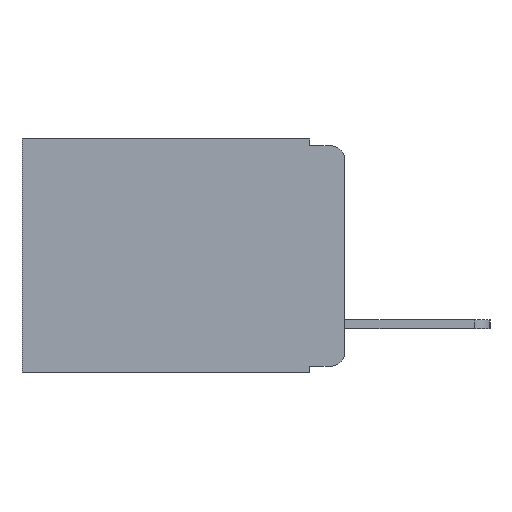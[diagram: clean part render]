
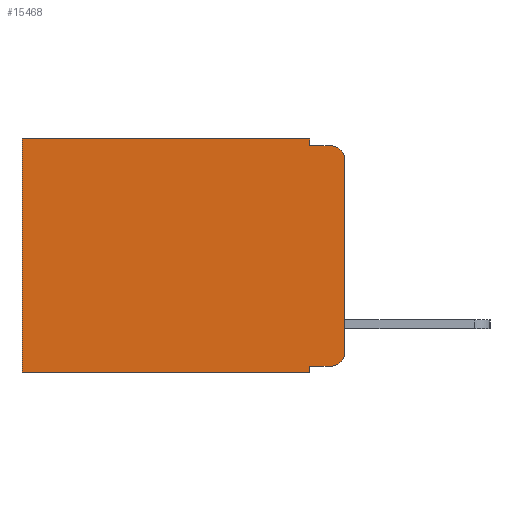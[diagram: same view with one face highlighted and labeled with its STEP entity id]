
A CAD part, left-side view. The second image highlights one B-rep face of the part: STEP entity #15468.
In plain terms, the highlighted planar face has unit normal (-1, 0, 0).
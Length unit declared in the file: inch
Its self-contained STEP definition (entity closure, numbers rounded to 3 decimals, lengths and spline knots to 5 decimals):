
#92 = CARTESIAN_POINT ( 'NONE',  ( 0.298, 0., -0.343 ) ) ;
#104 = VERTEX_POINT ( 'NONE', #906 ) ;
#348 = VERTEX_POINT ( 'NONE', #12332 ) ;
#613 = DIRECTION ( 'NONE',  ( 1., 0., 0. ) ) ;
#866 = CIRCLE ( 'NONE', #11906, 0.02 ) ;
#906 = CARTESIAN_POINT ( 'NONE',  ( 0.298, 0.02, -0.333 ) ) ;
#1070 = EDGE_CURVE ( 'NONE', #4027, #7208, #5015, .T. ) ;
#1427 = EDGE_CURVE ( 'NONE', #15453, #348, #6033, .T. ) ;
#1476 = EDGE_CURVE ( 'NONE', #4027, #2345, #4515, .T. ) ;
#1973 = DIRECTION ( 'NONE',  ( -1., 0., 0. ) ) ;
#2164 = EDGE_CURVE ( 'NONE', #2345, #348, #9168, .T. ) ;
#2345 = VERTEX_POINT ( 'NONE', #9749 ) ;
#2366 = CARTESIAN_POINT ( 'NONE',  ( 0.298, 0.051, -0.333 ) ) ;
#2449 = CARTESIAN_POINT ( 'NONE',  ( 0.298, 0., -0.313 ) ) ;
#3204 = EDGE_CURVE ( 'NONE', #14419, #15453, #3483, .T. ) ;
#3326 = DIRECTION ( 'NONE',  ( 0., 0., -1. ) ) ;
#3483 = LINE ( 'NONE', #5871, #6673 ) ;
#3534 = ORIENTED_EDGE ( 'NONE', *, *, #19037, .T. ) ;
#3544 = VERTEX_POINT ( 'NONE', #12862 ) ;
#3671 = CARTESIAN_POINT ( 'NONE',  ( 0.298, 0.051, -0.01 ) ) ;
#4027 = VERTEX_POINT ( 'NONE', #12798 ) ;
#4037 = VECTOR ( 'NONE', #18704, 39.37008 ) ;
#4039 = VECTOR ( 'NONE', #18926, 39.37008 ) ;
#4224 = EDGE_CURVE ( 'NONE', #14419, #104, #16482, .T. ) ;
#4497 = ORIENTED_EDGE ( 'NONE', *, *, #2164, .T. ) ;
#4515 = LINE ( 'NONE', #17019, #4039 ) ;
#4551 = CARTESIAN_POINT ( 'NONE',  ( 0.298, 0.473, 0. ) ) ;
#4988 = ORIENTED_EDGE ( 'NONE', *, *, #1476, .T. ) ;
#5015 = LINE ( 'NONE', #15397, #4037 ) ;
#5641 = CARTESIAN_POINT ( 'NONE',  ( 0.298, 0.02, -0.03 ) ) ;
#5849 = VERTEX_POINT ( 'NONE', #12612 ) ;
#5871 = CARTESIAN_POINT ( 'NONE',  ( 0.298, 0.051, 0. ) ) ;
#6033 = LINE ( 'NONE', #92, #9700 ) ;
#6352 = CARTESIAN_POINT ( 'NONE',  ( 0.298, 0., 0. ) ) ;
#6646 = FACE_OUTER_BOUND ( 'NONE', #11166, .T. ) ;
#6673 = VECTOR ( 'NONE', #14600, 39.37008 ) ;
#7163 = AXIS2_PLACEMENT_3D ( 'NONE', #11306, #1973, #12855 ) ;
#7204 = DIRECTION ( 'NONE',  ( 0., 0., -1. ) ) ;
#7208 = VERTEX_POINT ( 'NONE', #11965 ) ;
#7278 = DIRECTION ( 'NONE',  ( 0., 0., -1. ) ) ;
#8518 = PLANE ( 'NONE',  #19443 ) ;
#9168 = LINE ( 'NONE', #4551, #12792 ) ;
#9188 = ORIENTED_EDGE ( 'NONE', *, *, #1427, .F. ) ;
#9700 = VECTOR ( 'NONE', #17696, 39.37008 ) ;
#9749 = CARTESIAN_POINT ( 'NONE',  ( 0.298, 0.473, 0. ) ) ;
#10188 = ORIENTED_EDGE ( 'NONE', *, *, #3204, .F. ) ;
#10264 = VERTEX_POINT ( 'NONE', #2449 ) ;
#10448 = LINE ( 'NONE', #3671, #14485 ) ;
#11166 = EDGE_LOOP ( 'NONE', ( #11847, #3534, #16337, #15880, #4988, #4497, #9188, #10188, #17760, #14202 ) ) ;
#11306 = CARTESIAN_POINT ( 'NONE',  ( 0.298, 0.02, -0.313 ) ) ;
#11653 = DIRECTION ( 'NONE',  ( 0., 0., -1. ) ) ;
#11847 = ORIENTED_EDGE ( 'NONE', *, *, #17010, .F. ) ;
#11906 = AXIS2_PLACEMENT_3D ( 'NONE', #5641, #16393, #7204 ) ;
#11965 = CARTESIAN_POINT ( 'NONE',  ( 0.298, 0.051, -0.01 ) ) ;
#12332 = CARTESIAN_POINT ( 'NONE',  ( 0.298, 0.473, -0.343 ) ) ;
#12612 = CARTESIAN_POINT ( 'NONE',  ( 0.298, 0., -0.03 ) ) ;
#12792 = VECTOR ( 'NONE', #7278, 39.37008 ) ;
#12798 = CARTESIAN_POINT ( 'NONE',  ( 0.298, 0.051, 0. ) ) ;
#12855 = DIRECTION ( 'NONE',  ( 0., 0., -1. ) ) ;
#12862 = CARTESIAN_POINT ( 'NONE',  ( 0.298, 0.02, -0.01 ) ) ;
#13206 = CIRCLE ( 'NONE', #7163, 0.02 ) ;
#14202 = ORIENTED_EDGE ( 'NONE', *, *, #15321, .T. ) ;
#14419 = VERTEX_POINT ( 'NONE', #17952 ) ;
#14485 = VECTOR ( 'NONE', #14508, 39.37008 ) ;
#14508 = DIRECTION ( 'NONE',  ( 0., -1., 0. ) ) ;
#14600 = DIRECTION ( 'NONE',  ( 0., 0., -1. ) ) ;
#14769 = DIRECTION ( 'NONE',  ( 0., -1., 0. ) ) ;
#15321 = EDGE_CURVE ( 'NONE', #104, #10264, #13206, .T. ) ;
#15397 = CARTESIAN_POINT ( 'NONE',  ( 0.298, 0.051, 0. ) ) ;
#15453 = VERTEX_POINT ( 'NONE', #17656 ) ;
#15468 = ADVANCED_FACE ( 'NONE', ( #6646 ), #8518, .F. ) ;
#15880 = ORIENTED_EDGE ( 'NONE', *, *, #1070, .F. ) ;
#16148 = CARTESIAN_POINT ( 'NONE',  ( 0.298, 0., 0. ) ) ;
#16337 = ORIENTED_EDGE ( 'NONE', *, *, #20029, .F. ) ;
#16393 = DIRECTION ( 'NONE',  ( -1., 0., 0. ) ) ;
#16482 = LINE ( 'NONE', #2366, #19988 ) ;
#17010 = EDGE_CURVE ( 'NONE', #5849, #10264, #19012, .T. ) ;
#17019 = CARTESIAN_POINT ( 'NONE',  ( 0.298, 0., 0. ) ) ;
#17656 = CARTESIAN_POINT ( 'NONE',  ( 0.298, 0.051, -0.343 ) ) ;
#17696 = DIRECTION ( 'NONE',  ( 0., 1., 0. ) ) ;
#17760 = ORIENTED_EDGE ( 'NONE', *, *, #4224, .T. ) ;
#17952 = CARTESIAN_POINT ( 'NONE',  ( 0.298, 0.051, -0.333 ) ) ;
#18539 = VECTOR ( 'NONE', #3326, 39.37008 ) ;
#18704 = DIRECTION ( 'NONE',  ( 0., 0., -1. ) ) ;
#18926 = DIRECTION ( 'NONE',  ( 0., 1., 0. ) ) ;
#19012 = LINE ( 'NONE', #6352, #18539 ) ;
#19037 = EDGE_CURVE ( 'NONE', #5849, #3544, #866, .T. ) ;
#19443 = AXIS2_PLACEMENT_3D ( 'NONE', #16148, #613, #11653 ) ;
#19988 = VECTOR ( 'NONE', #14769, 39.37008 ) ;
#20029 = EDGE_CURVE ( 'NONE', #7208, #3544, #10448, .T. ) ;
